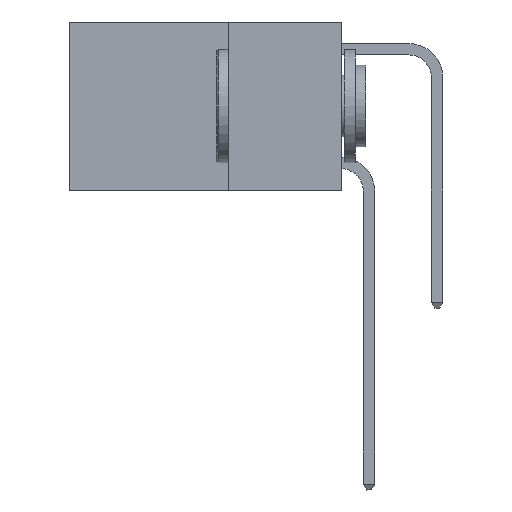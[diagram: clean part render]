
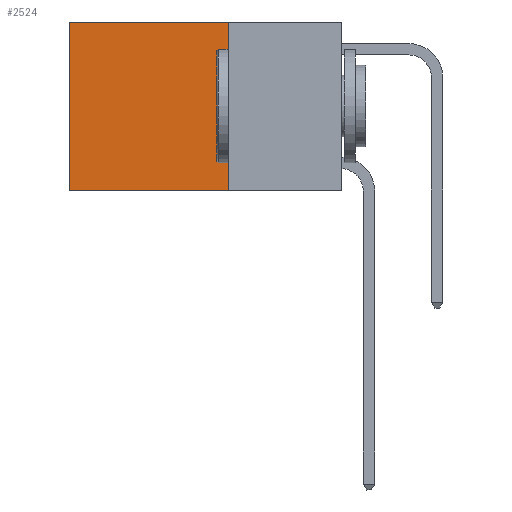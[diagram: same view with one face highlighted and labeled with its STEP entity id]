
A CAD part, left-side view. The second image highlights one B-rep face of the part: STEP entity #2524.
In plain terms, the highlighted planar face has unit normal (-1, 0, 0).
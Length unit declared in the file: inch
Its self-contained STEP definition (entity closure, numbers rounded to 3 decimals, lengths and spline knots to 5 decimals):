
#203 = VECTOR ( 'NONE', #1658, 39.37008 ) ;
#929 = LINE ( 'NONE', #2977, #8796 ) ;
#1260 = VECTOR ( 'NONE', #1368, 39.37008 ) ;
#1368 = DIRECTION ( 'NONE',  ( 0., 1., 0. ) ) ;
#1658 = DIRECTION ( 'NONE',  ( 0., 0., -1. ) ) ;
#1660 = VERTEX_POINT ( 'NONE', #5686 ) ;
#1899 = DIRECTION ( 'NONE',  ( 0., 0., -1. ) ) ;
#2524 = ADVANCED_FACE ( 'NONE', ( #4440 ), #3481, .F. ) ;
#2546 = CARTESIAN_POINT ( 'NONE',  ( 0.2625, 0.25, 0. ) ) ;
#2977 = CARTESIAN_POINT ( 'NONE',  ( 0.2625, 0.25, 0. ) ) ;
#3437 = CARTESIAN_POINT ( 'NONE',  ( 0.2625, 0.25, 0. ) ) ;
#3481 = PLANE ( 'NONE',  #7461 ) ;
#4440 = FACE_OUTER_BOUND ( 'NONE', #5480, .T. ) ;
#5072 = ORIENTED_EDGE ( 'NONE', *, *, #7014, .F. ) ;
#5480 = EDGE_LOOP ( 'NONE', ( #12416, #11259, #5072, #10232 ) ) ;
#5580 = VECTOR ( 'NONE', #7806, 39.37008 ) ;
#5686 = CARTESIAN_POINT ( 'NONE',  ( 0.2625, 0.25, -0.37 ) ) ;
#5692 = CARTESIAN_POINT ( 'NONE',  ( 0.2625, 0.6, 0. ) ) ;
#6046 = CARTESIAN_POINT ( 'NONE',  ( 0.2625, 0.25, -0.37 ) ) ;
#6783 = VERTEX_POINT ( 'NONE', #12400 ) ;
#6902 = DIRECTION ( 'NONE',  ( 0., 0., -1. ) ) ;
#7014 = EDGE_CURVE ( 'NONE', #8543, #1660, #929, .T. ) ;
#7461 = AXIS2_PLACEMENT_3D ( 'NONE', #2546, #9577, #1899 ) ;
#7544 = EDGE_CURVE ( 'NONE', #12484, #6783, #9210, .T. ) ;
#7806 = DIRECTION ( 'NONE',  ( 0., 1., 0. ) ) ;
#7871 = LINE ( 'NONE', #12673, #5580 ) ;
#8543 = VERTEX_POINT ( 'NONE', #3437 ) ;
#8796 = VECTOR ( 'NONE', #6902, 39.37008 ) ;
#9210 = LINE ( 'NONE', #11278, #203 ) ;
#9577 = DIRECTION ( 'NONE',  ( 1., 0., 0. ) ) ;
#10232 = ORIENTED_EDGE ( 'NONE', *, *, #11894, .T. ) ;
#10815 = EDGE_CURVE ( 'NONE', #1660, #6783, #12205, .T. ) ;
#11259 = ORIENTED_EDGE ( 'NONE', *, *, #10815, .F. ) ;
#11278 = CARTESIAN_POINT ( 'NONE',  ( 0.2625, 0.6, 0. ) ) ;
#11894 = EDGE_CURVE ( 'NONE', #8543, #12484, #7871, .T. ) ;
#12205 = LINE ( 'NONE', #6046, #1260 ) ;
#12400 = CARTESIAN_POINT ( 'NONE',  ( 0.2625, 0.6, -0.37 ) ) ;
#12416 = ORIENTED_EDGE ( 'NONE', *, *, #7544, .T. ) ;
#12484 = VERTEX_POINT ( 'NONE', #5692 ) ;
#12673 = CARTESIAN_POINT ( 'NONE',  ( 0.2625, 0.25, 0. ) ) ;
